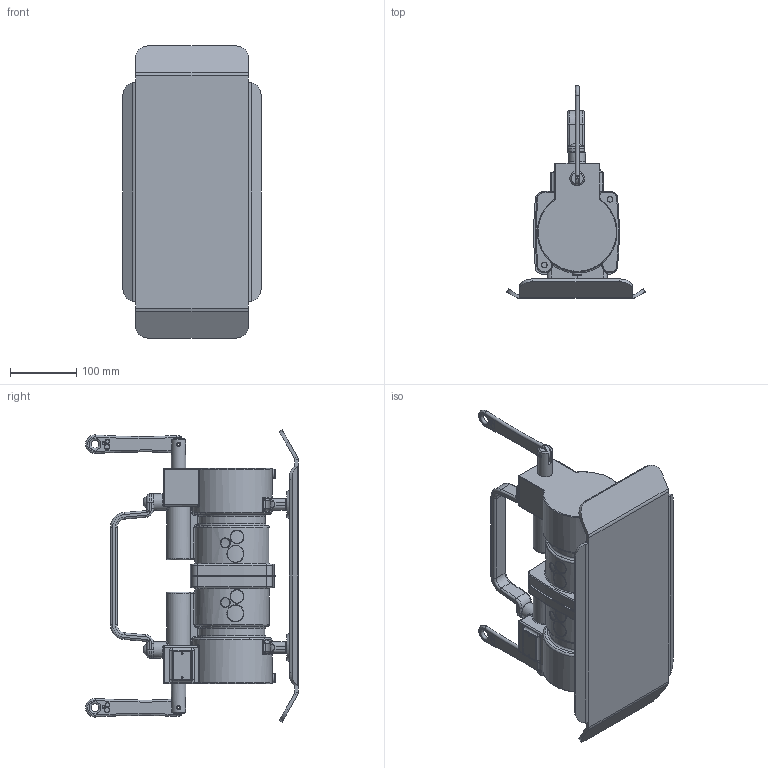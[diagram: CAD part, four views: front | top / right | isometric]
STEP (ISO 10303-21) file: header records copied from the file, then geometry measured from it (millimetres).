
FILE_DESCRIPTION(/* description */ ('PL 3300V 300A 4P B2B Jack-In Full Assembly (Render Model)'),/* implementation_level */ '2;1');
FILE_NAME(/* name */ 'PL 300A B2B Jack In [Solid].stp',/* time_stamp */ '2022-10-18T06:22:54+10:00',/* author */ ('a.tao491'),/* organization */ (''),/* preprocessor_version */ 'ST-DEVELOPER v16.5',/* originating_system */ 'Autodesk Inventor 2017',/* authorisation */ '');
FILE_SCHEMA (('AUTOMOTIVE_DESIGN { 1 0 10303 214 3 1 1 }'));
Products named in the file (10): RS2468_RND_SLD; 1696_SLD; 1824; 2539 xx; 3205_RND; 2529_SLD; RS2406_SLD; 1587; 2746; 1581
Assembly tree (12 placements, depth 3):
  RS2468_RND_SLD
    1696_SLD
    1824  x2
    2539 xx
    3205_RND
    2529_SLD  x2
    RS2406_SLD  x2
      1587
      2746
      1581
Bounding box: 208.11 x 319.98 x 440.07 mm (x, y, z)
Volume: 4835694.9 mm3; surface area: 520234.1 mm2
Topology: 13 solids, 13 shells, 926 faces, 2106 edges, 1232 vertices
Faces by surface type: cylinder 294, plane 250, bspline 178, torus 142, cone 48, sphere 14
Full cylindrical faces by diameter (mm): 2.7 x4, 6 x4, 7 x2, 8.376 x4, 9.85 x2, 10.2 x4, 14 x2, 15 x2, 17.25 x2, 18 x2, 22 x2, 25 x2, 112 x2
Entity records: 44795 total; most frequent: CARTESIAN_POINT 31640, DIRECTION 2779, ORIENTED_EDGE 2540, EDGE_CURVE 1270, AXIS2_PLACEMENT_3D 1124, VERTEX_POINT 785, EDGE_LOOP 711, FACE_OUTER_BOUND 598
